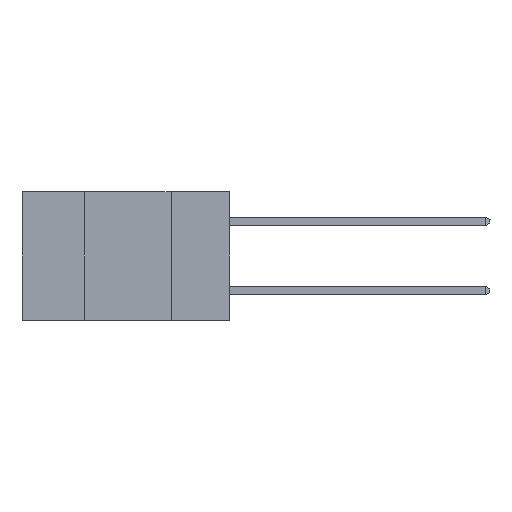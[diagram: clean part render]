
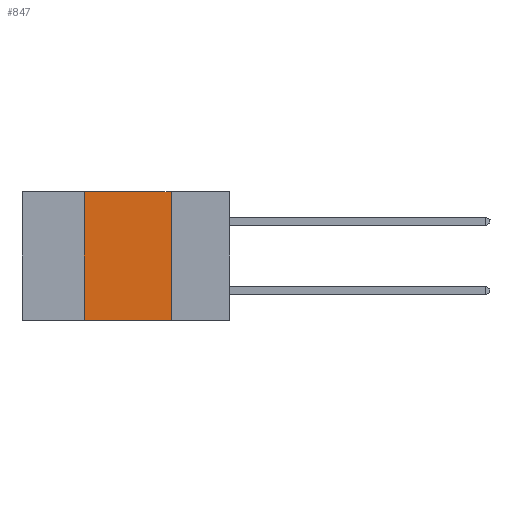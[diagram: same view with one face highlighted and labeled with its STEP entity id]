
A CAD part, left-side view. The second image highlights one B-rep face of the part: STEP entity #847.
In plain terms, the highlighted planar face has unit normal (-1, 0, 0).
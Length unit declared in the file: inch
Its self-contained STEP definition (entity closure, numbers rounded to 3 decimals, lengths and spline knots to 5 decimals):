
#376 = DIRECTION ( 'NONE',  ( 0., -1., 0. ) ) ;
#597 = PLANE ( 'NONE',  #3405 ) ;
#802 = CARTESIAN_POINT ( 'NONE',  ( 0., 0.42, -0.37 ) ) ;
#847 = ADVANCED_FACE ( 'NONE', ( #3459 ), #597, .F. ) ;
#1195 = VECTOR ( 'NONE', #1832, 39.37008 ) ;
#1568 = VERTEX_POINT ( 'NONE', #7276 ) ;
#1832 = DIRECTION ( 'NONE',  ( 0., -1., 0. ) ) ;
#2155 = EDGE_CURVE ( 'NONE', #13132, #12353, #6479, .T. ) ;
#2692 = VECTOR ( 'NONE', #8579, 39.37008 ) ;
#2712 = LINE ( 'NONE', #12261, #1195 ) ;
#2989 = ORIENTED_EDGE ( 'NONE', *, *, #6110, .T. ) ;
#3004 = VECTOR ( 'NONE', #376, 39.37008 ) ;
#3179 = EDGE_CURVE ( 'NONE', #12353, #4195, #3187, .T. ) ;
#3187 = LINE ( 'NONE', #12595, #2692 ) ;
#3405 = AXIS2_PLACEMENT_3D ( 'NONE', #7643, #11772, #3594 ) ;
#3459 = FACE_OUTER_BOUND ( 'NONE', #11952, .T. ) ;
#3594 = DIRECTION ( 'NONE',  ( 0., 0., -1. ) ) ;
#4195 = VERTEX_POINT ( 'NONE', #5680 ) ;
#4580 = ORIENTED_EDGE ( 'NONE', *, *, #3179, .F. ) ;
#5095 = LINE ( 'NONE', #802, #10149 ) ;
#5680 = CARTESIAN_POINT ( 'NONE',  ( 0., 0.17, -0.37 ) ) ;
#6110 = EDGE_CURVE ( 'NONE', #1568, #4195, #2712, .T. ) ;
#6479 = LINE ( 'NONE', #8649, #3004 ) ;
#7276 = CARTESIAN_POINT ( 'NONE',  ( 0., 0.42, -0.37 ) ) ;
#7643 = CARTESIAN_POINT ( 'NONE',  ( 0., 0.6, 0. ) ) ;
#8579 = DIRECTION ( 'NONE',  ( 0., 0., -1. ) ) ;
#8649 = CARTESIAN_POINT ( 'NONE',  ( 0., 0.6, 0. ) ) ;
#8988 = EDGE_CURVE ( 'NONE', #1568, #13132, #5095, .T. ) ;
#9398 = DIRECTION ( 'NONE',  ( 0., 0., 1. ) ) ;
#9750 = CARTESIAN_POINT ( 'NONE',  ( 0., 0.42, 0. ) ) ;
#10149 = VECTOR ( 'NONE', #9398, 39.37008 ) ;
#10819 = CARTESIAN_POINT ( 'NONE',  ( 0., 0.17, 0. ) ) ;
#10978 = ORIENTED_EDGE ( 'NONE', *, *, #2155, .F. ) ;
#11772 = DIRECTION ( 'NONE',  ( 1., 0., 0. ) ) ;
#11952 = EDGE_LOOP ( 'NONE', ( #4580, #10978, #13083, #2989 ) ) ;
#12261 = CARTESIAN_POINT ( 'NONE',  ( 0., 0.6, -0.37 ) ) ;
#12353 = VERTEX_POINT ( 'NONE', #10819 ) ;
#12595 = CARTESIAN_POINT ( 'NONE',  ( 0., 0.17, -0.37 ) ) ;
#13083 = ORIENTED_EDGE ( 'NONE', *, *, #8988, .F. ) ;
#13132 = VERTEX_POINT ( 'NONE', #9750 ) ;
